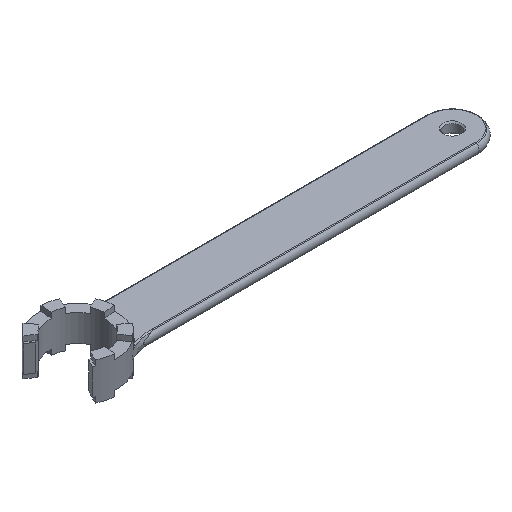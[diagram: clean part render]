
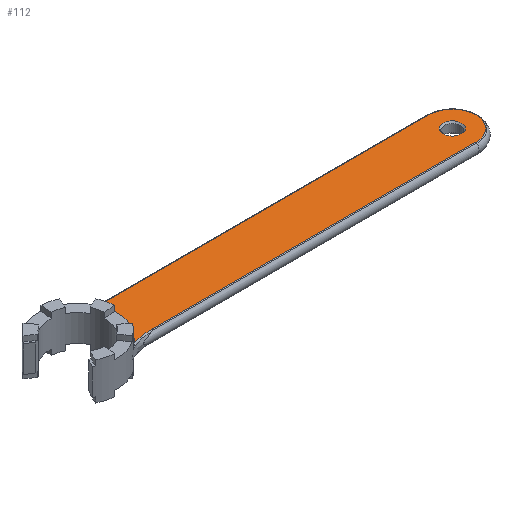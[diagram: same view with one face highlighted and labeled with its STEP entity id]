
A CAD part, isometric view. The second image highlights one B-rep face of the part: STEP entity #112.
In plain terms, the highlighted planar face has unit normal (0, 0, 1).
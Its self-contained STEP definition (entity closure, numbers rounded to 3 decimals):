
#112 = ADVANCED_FACE( '', ( #284, #285 ), #286, .T. );
#284 = FACE_BOUND( '', #814, .T. );
#285 = FACE_OUTER_BOUND( '', #815, .T. );
#286 = PLANE( '', #816 );
#814 = EDGE_LOOP( '', ( #2358 ) );
#815 = EDGE_LOOP( '', ( #2359, #2360, #2361, #2362, #2363, #2364 ) );
#816 = AXIS2_PLACEMENT_3D( '', #2365, #2366, #2367 );
#2358 = ORIENTED_EDGE( '', *, *, #2990, .T. );
#2359 = ORIENTED_EDGE( '', *, *, #2991, .T. );
#2360 = ORIENTED_EDGE( '', *, *, #2992, .T. );
#2361 = ORIENTED_EDGE( '', *, *, #2993, .T. );
#2362 = ORIENTED_EDGE( '', *, *, #2994, .T. );
#2363 = ORIENTED_EDGE( '', *, *, #2995, .T. );
#2364 = ORIENTED_EDGE( '', *, *, #2996, .T. );
#2365 = CARTESIAN_POINT( '', ( 150., -9., 2. ) );
#2366 = DIRECTION( '', ( 0., 0., 1. ) );
#2367 = DIRECTION( '', ( 1., 0., 0. ) );
#2990 = EDGE_CURVE( '', #3287, #3287, #3288, .F. );
#2991 = EDGE_CURVE( '', #3289, #3290, #3291, .T. );
#2992 = EDGE_CURVE( '', #3290, #3292, #3293, .F. );
#2993 = EDGE_CURVE( '', #3292, #3294, #3295, .T. );
#2994 = EDGE_CURVE( '', #3294, #3296, #3297, .F. );
#2995 = EDGE_CURVE( '', #3296, #3298, #3299, .T. );
#2996 = EDGE_CURVE( '', #3298, #3289, #3300, .T. );
#3287 = VERTEX_POINT( '', #3897 );
#3288 = CIRCLE( '', #3898, 3.5 );
#3289 = VERTEX_POINT( '', #3899 );
#3290 = VERTEX_POINT( '', #3900 );
#3291 = B_SPLINE_CURVE_WITH_KNOTS( '', 3, ( #3901, #3902, #3903, #3904, #3905, #3906, #3907, #3908, #3909, #3910, #3911, #3912, #3913, #3914, #3915, #3916, #3917, #3918, #3919, #3920, #3921, #3922, #3923, #3924, #3925, #3926 ), .UNSPECIFIED., .F., .F., ( 4, 2, 2, 1, 1, 1, 1, 1, 1, 1, 2, 2, 2, 2, 2, 1, 4 ), ( 0., 0., 0.001, 0.001, 0.002, 0.002, 0.003, 0.003, 0.004, 0.004, 0.005, 0.006, 0.007, 0.007, 0.007, 0.007, 0.007 ), .UNSPECIFIED. );
#3292 = VERTEX_POINT( '', #3927 );
#3293 = CIRCLE( '', #3928, 15.25 );
#3294 = VERTEX_POINT( '', #3929 );
#3295 = B_SPLINE_CURVE_WITH_KNOTS( '', 3, ( #3930, #3931, #3932, #3933, #3934, #3935, #3936, #3937, #3938, #3939, #3940, #3941, #3942, #3943, #3944, #3945, #3946, #3947, #3948, #3949, #3950, #3951, #3952, #3953 ), .UNSPECIFIED., .F., .F., ( 4, 2, 2, 2, 1, 1, 2, 2, 1, 1, 1, 1, 2, 2, 4 ), ( 0.001, 0.002, 0.003, 0.004, 0.004, 0.005, 0.005, 0.006, 0.006, 0.006, 0.007, 0.007, 0.008, 0.008, 0.009 ), .UNSPECIFIED. );
#3296 = VERTEX_POINT( '', #3954 );
#3297 = LINE( '', #3955, #3956 );
#3298 = VERTEX_POINT( '', #3957 );
#3299 = CIRCLE( '', #3958, 8.823 );
#3300 = LINE( '', #3959, #3960 );
#3897 = CARTESIAN_POINT( '', ( 143.5, 0., 2. ) );
#3898 = AXIS2_PLACEMENT_3D( '', #4837, #4838, #4839 );
#3899 = CARTESIAN_POINT( '', ( 19.077, 8.823, 2. ) );
#3900 = CARTESIAN_POINT( '', ( 11.677, 9.809, 2. ) );
#3901 = CARTESIAN_POINT( '', ( 19.077, 8.823, 2. ) );
#3902 = CARTESIAN_POINT( '', ( 18.92, 8.823, 2. ) );
#3903 = CARTESIAN_POINT( '', ( 18.764, 8.824, 2. ) );
#3904 = CARTESIAN_POINT( '', ( 18.451, 8.83, 2. ) );
#3905 = CARTESIAN_POINT( '', ( 18.295, 8.834, 2. ) );
#3906 = CARTESIAN_POINT( '', ( 17.983, 8.845, 2. ) );
#3907 = CARTESIAN_POINT( '', ( 17.671, 8.858, 2. ) );
#3908 = CARTESIAN_POINT( '', ( 17.204, 8.883, 2. ) );
#3909 = CARTESIAN_POINT( '', ( 16.738, 8.915, 2. ) );
#3910 = CARTESIAN_POINT( '', ( 16.272, 8.952, 2. ) );
#3911 = CARTESIAN_POINT( '', ( 15.807, 8.996, 2. ) );
#3912 = CARTESIAN_POINT( '', ( 15.343, 9.046, 2. ) );
#3913 = CARTESIAN_POINT( '', ( 14.88, 9.103, 2. ) );
#3914 = CARTESIAN_POINT( '', ( 14.572, 9.147, 2. ) );
#3915 = CARTESIAN_POINT( '', ( 14.11, 9.217, 2. ) );
#3916 = CARTESIAN_POINT( '', ( 13.803, 9.27, 2. ) );
#3917 = CARTESIAN_POINT( '', ( 13.191, 9.392, 2. ) );
#3918 = CARTESIAN_POINT( '', ( 12.886, 9.462, 2. ) );
#3919 = CARTESIAN_POINT( '', ( 12.506, 9.561, 2. ) );
#3920 = CARTESIAN_POINT( '', ( 12.43, 9.581, 2. ) );
#3921 = CARTESIAN_POINT( '', ( 12.316, 9.613, 2. ) );
#3922 = CARTESIAN_POINT( '', ( 12.278, 9.623, 2. ) );
#3923 = CARTESIAN_POINT( '', ( 12.202, 9.645, 2. ) );
#3924 = CARTESIAN_POINT( '', ( 12.013, 9.7, 2. ) );
#3925 = CARTESIAN_POINT( '', ( 11.826, 9.759, 2. ) );
#3926 = CARTESIAN_POINT( '', ( 11.677, 9.809, 2. ) );
#3927 = CARTESIAN_POINT( '', ( 11.677, -9.809, 2. ) );
#3928 = AXIS2_PLACEMENT_3D( '', #4840, #4841, #4842 );
#3929 = CARTESIAN_POINT( '', ( 19.077, -8.823, 2. ) );
#3930 = CARTESIAN_POINT( '', ( 11.677, -9.809, 2. ) );
#3931 = CARTESIAN_POINT( '', ( 11.973, -9.71, 2. ) );
#3932 = CARTESIAN_POINT( '', ( 12.271, -9.622, 2. ) );
#3933 = CARTESIAN_POINT( '', ( 12.873, -9.465, 2. ) );
#3934 = CARTESIAN_POINT( '', ( 13.176, -9.396, 2. ) );
#3935 = CARTESIAN_POINT( '', ( 13.785, -9.274, 2. ) );
#3936 = CARTESIAN_POINT( '', ( 14.092, -9.22, 2. ) );
#3937 = CARTESIAN_POINT( '', ( 14.554, -9.15, 2. ) );
#3938 = CARTESIAN_POINT( '', ( 14.863, -9.106, 2. ) );
#3939 = CARTESIAN_POINT( '', ( 15.328, -9.048, 2. ) );
#3940 = CARTESIAN_POINT( '', ( 15.639, -9.014, 2. ) );
#3941 = CARTESIAN_POINT( '', ( 15.873, -8.99, 2. ) );
#3942 = CARTESIAN_POINT( '', ( 15.951, -8.983, 2. ) );
#3943 = CARTESIAN_POINT( '', ( 16.107, -8.968, 2. ) );
#3944 = CARTESIAN_POINT( '', ( 16.341, -8.947, 2. ) );
#3945 = CARTESIAN_POINT( '', ( 16.731, -8.915, 2. ) );
#3946 = CARTESIAN_POINT( '', ( 17.199, -8.884, 2. ) );
#3947 = CARTESIAN_POINT( '', ( 17.668, -8.858, 2. ) );
#3948 = CARTESIAN_POINT( '', ( 17.981, -8.845, 2. ) );
#3949 = CARTESIAN_POINT( '', ( 18.294, -8.834, 2. ) );
#3950 = CARTESIAN_POINT( '', ( 18.451, -8.83, 2. ) );
#3951 = CARTESIAN_POINT( '', ( 18.764, -8.824, 2. ) );
#3952 = CARTESIAN_POINT( '', ( 18.92, -8.823, 2. ) );
#3953 = CARTESIAN_POINT( '', ( 19.077, -8.823, 2. ) );
#3954 = CARTESIAN_POINT( '', ( 140., -8.823, 2. ) );
#3955 = CARTESIAN_POINT( '', ( 150., -8.823, 2. ) );
#3956 = VECTOR( '', #4843, 1000. );
#3957 = CARTESIAN_POINT( '', ( 140., 8.823, 2. ) );
#3958 = AXIS2_PLACEMENT_3D( '', #4844, #4845, #4846 );
#3959 = CARTESIAN_POINT( '', ( 150., 8.823, 2. ) );
#3960 = VECTOR( '', #4847, 1000. );
#4837 = CARTESIAN_POINT( '', ( 140., 0., 2. ) );
#4838 = DIRECTION( '', ( 0., 0., 1. ) );
#4839 = DIRECTION( '', ( 1., 0., 0. ) );
#4840 = CARTESIAN_POINT( '', ( 0., 0., 2. ) );
#4841 = DIRECTION( '', ( 0., 0., 1. ) );
#4842 = DIRECTION( '', ( 1., 0., 0. ) );
#4843 = DIRECTION( '', ( -1., 0., 0. ) );
#4844 = CARTESIAN_POINT( '', ( 140., 0., 2. ) );
#4845 = DIRECTION( '', ( 0., 0., 1. ) );
#4846 = DIRECTION( '', ( 1., 0., 0. ) );
#4847 = DIRECTION( '', ( -1., 0., 0. ) );
